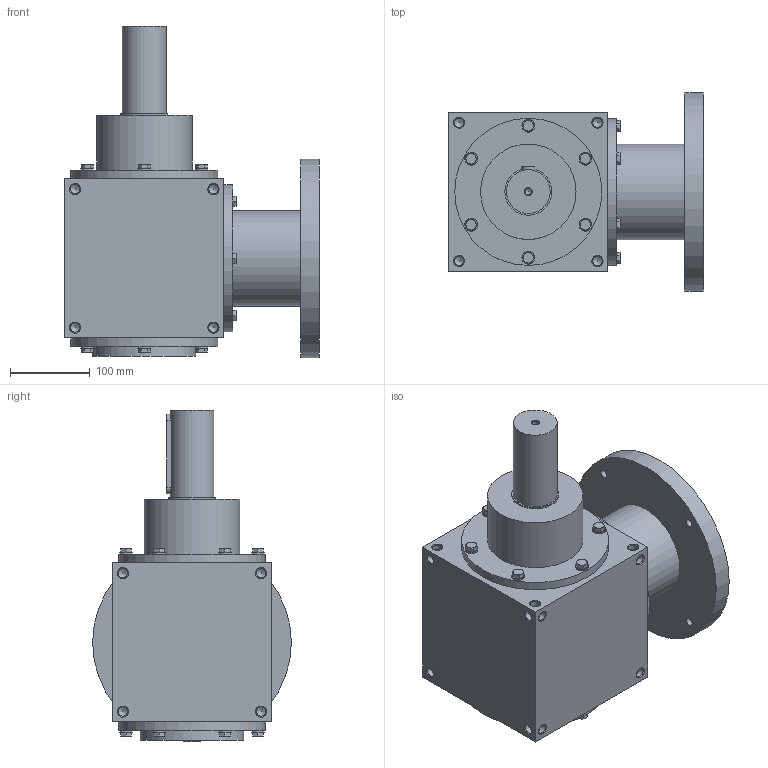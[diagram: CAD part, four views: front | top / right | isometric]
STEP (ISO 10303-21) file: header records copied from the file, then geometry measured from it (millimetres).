
FILE_DESCRIPTION( ( 'STEP AP214' ), '1' );
FILE_NAME( 'MRZ200_MS32_R.1_1.5_100-112_B5.stp', '2018-08-15T14:37:52', ( '' ), ( '' ), ' ', 'PARTsolutions', ' ' );
FILE_SCHEMA( ( 'AUTOMOTIVE_DESIGN { 1 0 10303 214 1 1 1 1 }' ) );
Length unit declared in the file: millimetre
Products named in the file (6): MRZ200_MS32_R.1/1.5_100-112/B5; _MRZ200320-case; _MRX200_9-flange; _200-fl_screw; _RC_RR200-screw; _RR200-shaft
Assembly tree (21 placements, depth 2):
  MRZ200_MS32_R.1/1.5_100-112/B5
    _MRZ200320-case
    _MRX200_9-flange
    _200-fl_screw  x6
    _RC_RR200-screw  x12
    _RR200-shaft
Bounding box: 320 x 250 x 417 mm (x, y, z)
Volume: 11955859.7 mm3; surface area: 574896.6 mm2
Topology: 21 solids, 21 shells, 429 faces, 1024 edges, 629 vertices
Faces by surface type: plane 183, cone 166, cylinder 80
Full cylindrical faces by diameter (mm): 8.376 x1, 10.106 x4, 11.835 x48, 16 x12, 55 x1, 56 x1, 59 x2, 120 x2, 130 x1, 180 x1, 185 x3, 250 x1
Entity records: 6620 total; most frequent: CARTESIAN_POINT 1006, DIRECTION 922, ORIENTED_EDGE 618, AXIS2_PLACEMENT_3D 434, EDGE_LOOP 328, EDGE_CURVE 309, VERTEX_POINT 266, FACE_OUTER_BOUND 249
